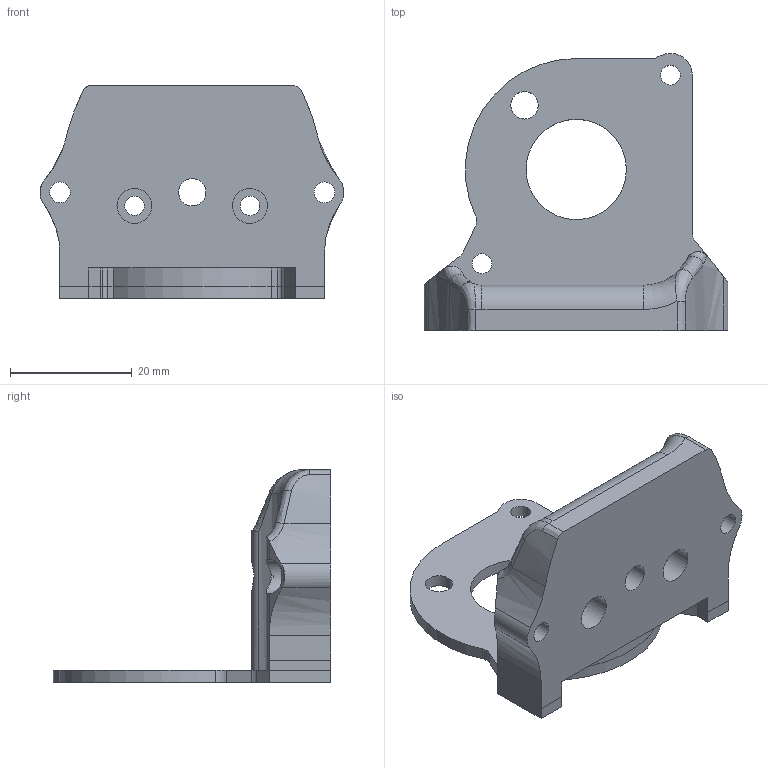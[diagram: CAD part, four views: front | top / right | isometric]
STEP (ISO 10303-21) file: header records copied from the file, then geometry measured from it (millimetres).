
FILE_DESCRIPTION(/* description */ (''),/* implementation_level */ '2;1');
FILE_NAME(/* name */ 'LGX-Lite-Mount v10.step',/* time_stamp */ '2022-03-05T17:56:25-08:00',/* author */ (''),/* organization */ (''),/* preprocessor_version */ 'ST-DEVELOPER v18.1',/* originating_system */ 'Autodesk Translation Framework v10.13.0.1454',/* authorisation */ '');
FILE_SCHEMA (('AUTOMOTIVE_DESIGN { 1 0 10303 214 3 1 1 }'));
Length unit declared in the file: millimetre
Products named in the file (1): LGX-Lite-Mount
Bounding box: 50 x 45.59 x 35 mm (x, y, z)
Volume: 13716.3 mm3; surface area: 8117.9 mm2
Topology: 2 solids, 2 shells, 91 faces, 251 edges, 165 vertices
Faces by surface type: plane 43, cylinder 32, bspline 14, torus 2
Full cylindrical faces by diameter (mm): 3.2 x2, 3.25 x2, 3.4 x2, 4.5 x2, 5.65 x1, 5.75 x2, 16.5 x1
Entity records: 3489 total; most frequent: CARTESIAN_POINT 1158, ORIENTED_EDGE 502, DIRECTION 440, EDGE_CURVE 251, VERTEX_POINT 165, AXIS2_PLACEMENT_3D 149, LINE 142, VECTOR 142
